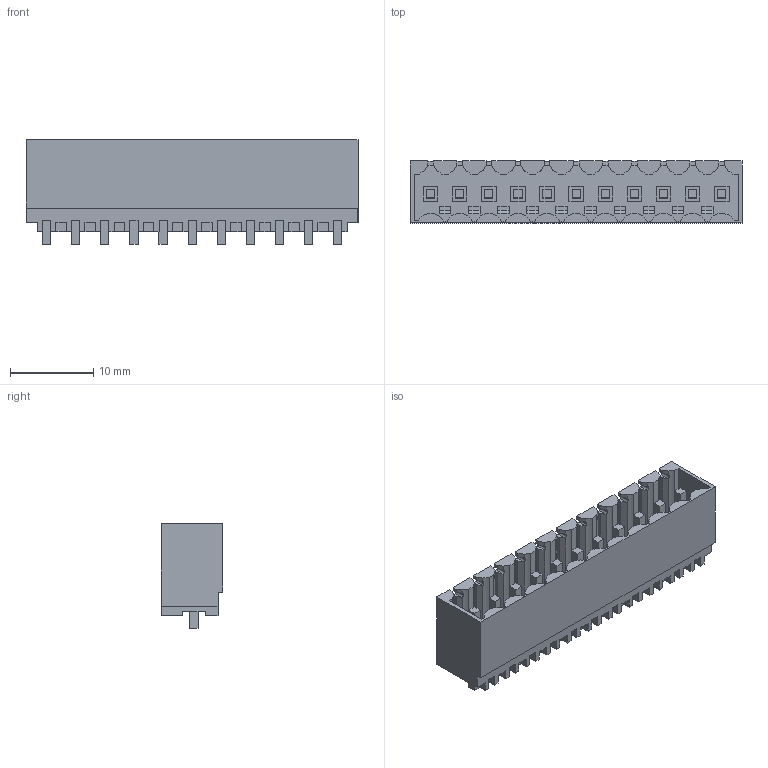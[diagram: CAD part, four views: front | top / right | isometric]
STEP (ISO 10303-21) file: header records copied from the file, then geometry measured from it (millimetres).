
FILE_DESCRIPTION(('CATIA V5 STEP Exchange','CAx-IF Rec.Pracs.--- Model Styling and Organization---1.2---2011-12-15'),'2;1');
FILE_NAME ('D1455481_0_1753072001_1753072001.stp','2018-03-13T12:21:59+00:00',('none'),('Weidmueller'),'CATIA Version 5-6 Release 2014','CATIA V5 STEP AP214','none');
FILE_SCHEMA(('AUTOMOTIVE_DESIGN { 1 0 10303 214 1 1 1 1 }'));
Length unit declared in the file: millimetre
Products named in the file (1): 1753072001
Bounding box: 39.9 x 7.45 x 12.55 mm (x, y, z)
Volume: 1276.2 mm3; surface area: 3657.1 mm2
Topology: 12 solids, 12 shells, 809 faces, 2388 edges, 1624 vertices
Faces by surface type: plane 732, cylinder 77
Entity records: 27776 total; most frequent: CARTESIAN_POINT 5592, ORIENTED_EDGE 4776, DIRECTION 3841, EDGE_CURVE 2388, VECTOR 2190, LINE 2190, VERTEX_POINT 1624, EDGE_LOOP 852
